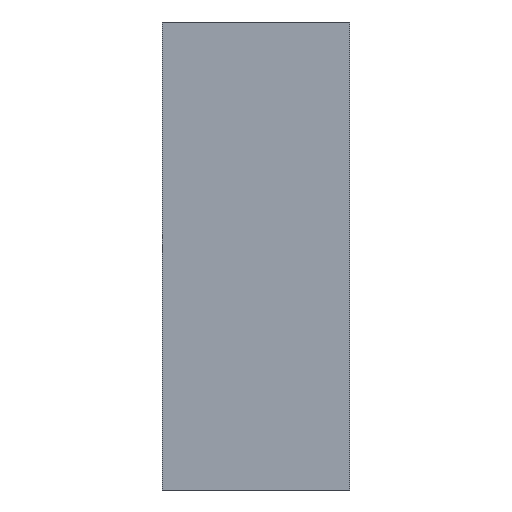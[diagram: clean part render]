
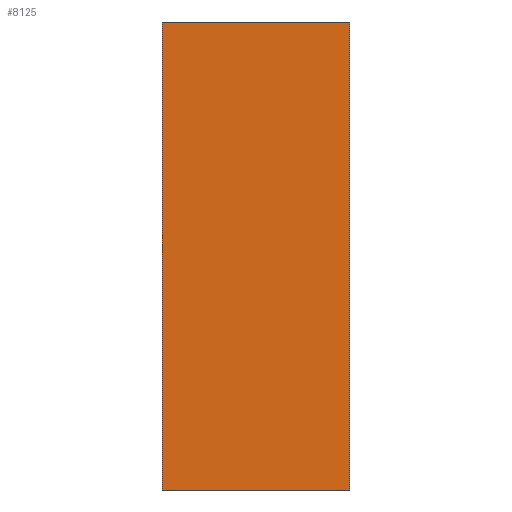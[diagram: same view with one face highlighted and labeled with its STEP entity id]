
A CAD part, left-side view. The second image highlights one B-rep face of the part: STEP entity #8125.
In plain terms, the highlighted planar face has unit normal (-1, 0, 0).
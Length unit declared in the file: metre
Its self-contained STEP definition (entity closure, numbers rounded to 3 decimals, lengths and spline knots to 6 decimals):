
#1843=ORIENTED_EDGE('',*,*,#2901,.T.);
#1844=ORIENTED_EDGE('',*,*,#3021,.F.);
#1845=ORIENTED_EDGE('',*,*,#2881,.F.);
#1846=ORIENTED_EDGE('',*,*,#3017,.T.);
#2881=EDGE_CURVE('',#4057,#4054,#4841,.T.);
#2901=EDGE_CURVE('',#4070,#4073,#4861,.T.);
#3017=EDGE_CURVE('',#4057,#4070,#4974,.T.);
#3021=EDGE_CURVE('',#4054,#4073,#4976,.T.);
#4054=VERTEX_POINT('',#11499);
#4057=VERTEX_POINT('',#11504);
#4070=VERTEX_POINT('',#11540);
#4073=VERTEX_POINT('',#11545);
#4841=LINE('',#11505,#5853);
#4861=LINE('',#11546,#5873);
#4974=LINE('',#11778,#5986);
#4976=LINE('',#11785,#5988);
#5853=VECTOR('',#9093,1.);
#5873=VECTOR('',#9123,1.);
#5986=VECTOR('',#9252,1.);
#5988=VECTOR('',#9260,1.);
#6892=EDGE_LOOP('',(#1843,#1844,#1845,#1846));
#7364=FACE_BOUND('',#6892,.T.);
#7764=PLANE('',#8634);
#8125=ADVANCED_FACE('',(#7364),#7764,.F.);
#8634=AXIS2_PLACEMENT_3D('',#12957,#10527,#10528);
#9093=DIRECTION('',(0.,0.,-1.));
#9123=DIRECTION('',(0.,0.,-1.));
#9252=DIRECTION('',(0.,1.,0.));
#9260=DIRECTION('',(0.,1.,0.));
#10527=DIRECTION('',(1.,0.,0.));
#10528=DIRECTION('',(0.,0.,-1.));
#11499=CARTESIAN_POINT('',(-0.065,-0.02,-0.025));
#11504=CARTESIAN_POINT('',(-0.065,-0.02,0.025));
#11505=CARTESIAN_POINT('',(-0.065,-0.02,0.));
#11540=CARTESIAN_POINT('',(-0.065,0.,0.025));
#11545=CARTESIAN_POINT('',(-0.065,0.,-0.025));
#11546=CARTESIAN_POINT('',(-0.065,0.,0.));
#11778=CARTESIAN_POINT('',(-0.065,-0.02,0.025));
#11785=CARTESIAN_POINT('',(-0.065,-0.02,-0.025));
#12957=CARTESIAN_POINT('',(-0.065,-0.02,0.));
